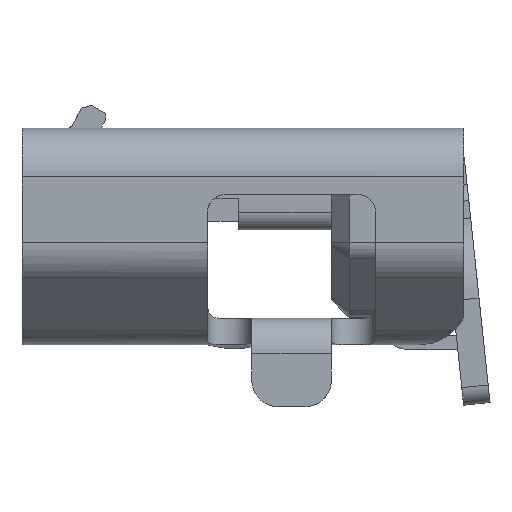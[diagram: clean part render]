
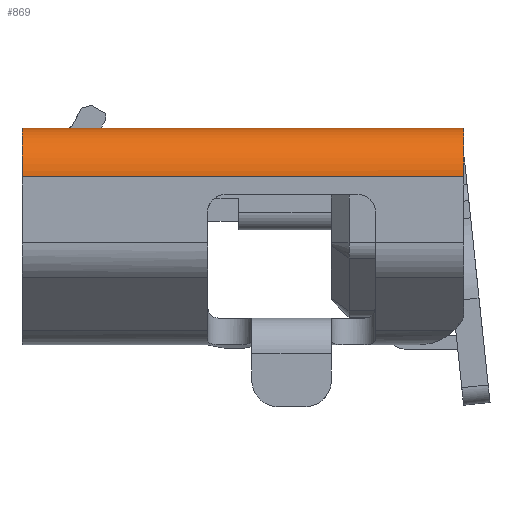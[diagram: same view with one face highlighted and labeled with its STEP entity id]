
A CAD part, front view. The second image highlights one B-rep face of the part: STEP entity #869.
In plain terms, the highlighted cylindrical face has radius 0.55 mm (diameter 1.1 mm), a partial arc.
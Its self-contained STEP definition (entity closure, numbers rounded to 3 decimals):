
#869=ADVANCED_FACE('NONE',(#2163),#2164,.T.);
#2163=FACE_OUTER_BOUND('',#3956,.T.);
#2164=CYLINDRICAL_SURFACE('',#3957,0.55);
#3956=EDGE_LOOP('',(#6757,#6758,#6759,#6760));
#3957=AXIS2_PLACEMENT_3D('',#6761,#6762,#6763);
#6757=ORIENTED_EDGE('',*,*,#11600,.F.);
#6758=ORIENTED_EDGE('',*,*,#11207,.T.);
#6759=ORIENTED_EDGE('',*,*,#11089,.F.);
#6760=ORIENTED_EDGE('',*,*,#11601,.F.);
#6761=CARTESIAN_POINT('',(5.,0.55,0.));
#6762=DIRECTION('',(1.0,-0.0,0.0));
#6763=DIRECTION('',(0.0,0.0,1.0));
#11089=EDGE_CURVE('NONE',#13415,#13417,#13418,.T.);
#11207=EDGE_CURVE('NONE',#13615,#13417,#13616,.T.);
#11600=EDGE_CURVE('NONE',#13615,#14214,#14215,.T.);
#11601=EDGE_CURVE('NONE',#14214,#13415,#14216,.T.);
#13415=VERTEX_POINT('NONE',#16958);
#13417=VERTEX_POINT('NONE',#16961);
#13418=B_SPLINE_CURVE_WITH_KNOTS('',3,(#16962,#16963,#16964,#16965,#16966,#16967,#16968,#16969,#16970,#16971,#16972,#16973,#16974,#16975,#16976,#16977),.UNSPECIFIED.,.F.,.F.,(4,2,2,2,2,2,2,4),(0.0,0.125,0.25,0.375,0.5,0.625,0.75,1.0),.UNSPECIFIED.);
#13615=VERTEX_POINT('NONE',#17357);
#13616=LINE('',#17358,#17359);
#14214=VERTEX_POINT('NONE',#18602);
#14215=B_SPLINE_CURVE_WITH_KNOTS('',3,(#18603,#18604,#18605,#18606,#18607,#18608,#18609,#18610,#18611,#18612,#18613,#18614,#18615,#18616,#18617,#18618),.UNSPECIFIED.,.F.,.F.,(4,2,2,2,2,2,2,4),(0.0,0.125,0.25,0.375,0.5,0.625,0.75,1.0),.UNSPECIFIED.);
#14216=LINE('',#18619,#18620);
#16958=CARTESIAN_POINT('',(0.,0.,0.));
#16961=CARTESIAN_POINT('',(0.,0.55,0.55));
#16962=CARTESIAN_POINT('',(0.,0.,0.));
#16963=CARTESIAN_POINT('',(0.,0.,0.036));
#16964=CARTESIAN_POINT('',(0.,0.003,0.072));
#16965=CARTESIAN_POINT('',(0.,0.017,0.142));
#16966=CARTESIAN_POINT('',(0.,0.028,0.177));
#16967=CARTESIAN_POINT('',(0.,0.055,0.243));
#16968=CARTESIAN_POINT('',(0.,0.072,0.275));
#16969=CARTESIAN_POINT('',(0.,0.112,0.334));
#16970=CARTESIAN_POINT('',(0.,0.136,0.364));
#16971=CARTESIAN_POINT('',(0.,0.186,0.414));
#16972=CARTESIAN_POINT('',(0.,0.214,0.437));
#16973=CARTESIAN_POINT('',(0.,0.273,0.477));
#16974=CARTESIAN_POINT('',(0.,0.306,0.494));
#16975=CARTESIAN_POINT('',(0.,0.406,0.536));
#16976=CARTESIAN_POINT('',(0.,0.476,0.55));
#16977=CARTESIAN_POINT('',(0.,0.55,0.55));
#17357=CARTESIAN_POINT('',(5.,0.55,0.55));
#17358=CARTESIAN_POINT('',(2.5,0.55,0.55));
#17359=VECTOR('',#22890,1000.0);
#18602=CARTESIAN_POINT('',(5.,0.,0.));
#18603=CARTESIAN_POINT('',(5.,0.55,0.55));
#18604=CARTESIAN_POINT('',(5.,0.514,0.55));
#18605=CARTESIAN_POINT('',(5.,0.478,0.547));
#18606=CARTESIAN_POINT('',(5.,0.408,0.533));
#18607=CARTESIAN_POINT('',(5.,0.373,0.522));
#18608=CARTESIAN_POINT('',(5.,0.307,0.495));
#18609=CARTESIAN_POINT('',(5.,0.275,0.478));
#18610=CARTESIAN_POINT('',(5.,0.216,0.438));
#18611=CARTESIAN_POINT('',(5.,0.186,0.414));
#18612=CARTESIAN_POINT('',(5.,0.136,0.364));
#18613=CARTESIAN_POINT('',(5.,0.113,0.336));
#18614=CARTESIAN_POINT('',(5.,0.073,0.277));
#18615=CARTESIAN_POINT('',(5.,0.056,0.244));
#18616=CARTESIAN_POINT('',(5.,0.014,0.144));
#18617=CARTESIAN_POINT('',(5.,0.,0.074));
#18618=CARTESIAN_POINT('',(5.,0.,0.));
#18619=CARTESIAN_POINT('',(2.5,0.,0.));
#18620=VECTOR('',#23102,1000.0);
#22890=DIRECTION('',(-1.0,-0.0,-0.0));
#23102=DIRECTION('',(-1.0,0.0,0.0));
